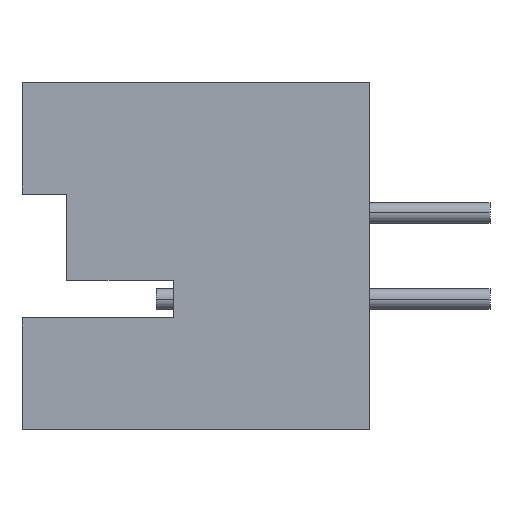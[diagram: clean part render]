
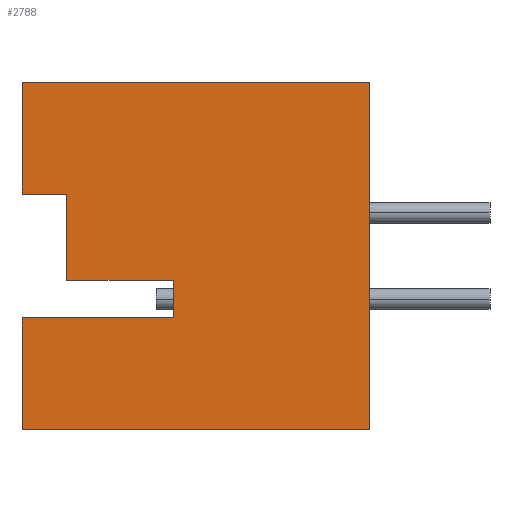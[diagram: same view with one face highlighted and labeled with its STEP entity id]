
A CAD part, left-side view. The second image highlights one B-rep face of the part: STEP entity #2788.
In plain terms, the highlighted planar face has unit normal (-1, 0, 0).
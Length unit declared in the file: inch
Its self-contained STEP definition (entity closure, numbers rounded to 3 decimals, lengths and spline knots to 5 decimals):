
#15 = ORIENTED_EDGE ( 'NONE', *, *, #4017, .T. ) ;
#24 = EDGE_CURVE ( 'NONE', #2774, #4160, #1506, .T. ) ;
#33 = CARTESIAN_POINT ( 'NONE',  ( -0.29528, 0., -0.19882 ) ) ;
#142 = LINE ( 'NONE', #674, #4745 ) ;
#172 = CARTESIAN_POINT ( 'NONE',  ( -0.29528, 0.39764, -0.19882 ) ) ;
#198 = LINE ( 'NONE', #4626, #4793 ) ;
#305 = DIRECTION ( 'NONE',  ( 0., -1., 0. ) ) ;
#318 = CARTESIAN_POINT ( 'NONE',  ( -0.29528, 0.34646, 0.07087 ) ) ;
#321 = EDGE_LOOP ( 'NONE', ( #15, #1496, #4732, #2547, #2532, #3775, #2784, #4556, #3307, #1211 ) ) ;
#328 = DIRECTION ( 'NONE',  ( 0., 0., 1. ) ) ;
#423 = LINE ( 'NONE', #2278, #1429 ) ;
#577 = EDGE_CURVE ( 'NONE', #2222, #3211, #855, .T. ) ;
#591 = DIRECTION ( 'NONE',  ( 0., 0., -1. ) ) ;
#608 = CARTESIAN_POINT ( 'NONE',  ( -0.29528, 0.39764, 0.19882 ) ) ;
#674 = CARTESIAN_POINT ( 'NONE',  ( -0.29528, 0.34646, -0.19882 ) ) ;
#819 = CARTESIAN_POINT ( 'NONE',  ( -0.29528, 0., -0.19882 ) ) ;
#855 = LINE ( 'NONE', #1038, #1617 ) ;
#976 = DIRECTION ( 'NONE',  ( 0., -1., 0. ) ) ;
#1038 = CARTESIAN_POINT ( 'NONE',  ( -0.29528, 0.39764, -0.19882 ) ) ;
#1074 = VERTEX_POINT ( 'NONE', #3908 ) ;
#1082 = DIRECTION ( 'NONE',  ( 0., 0., 1. ) ) ;
#1211 = ORIENTED_EDGE ( 'NONE', *, *, #4413, .F. ) ;
#1254 = VECTOR ( 'NONE', #2443, 39.37008 ) ;
#1365 = EDGE_CURVE ( 'NONE', #4265, #3330, #423, .T. ) ;
#1429 = VECTOR ( 'NONE', #2675, 39.37008 ) ;
#1496 = ORIENTED_EDGE ( 'NONE', *, *, #1755, .F. ) ;
#1506 = LINE ( 'NONE', #4467, #1810 ) ;
#1524 = CARTESIAN_POINT ( 'NONE',  ( -0.29528, 0.34646, -0.02756 ) ) ;
#1597 = DIRECTION ( 'NONE',  ( 0., 1., 0. ) ) ;
#1617 = VECTOR ( 'NONE', #328, 39.37008 ) ;
#1755 = EDGE_CURVE ( 'NONE', #3330, #1074, #142, .T. ) ;
#1810 = VECTOR ( 'NONE', #2605, 39.37008 ) ;
#1899 = CARTESIAN_POINT ( 'NONE',  ( -0.29528, 0.39764, -0.07087 ) ) ;
#1919 = CARTESIAN_POINT ( 'NONE',  ( -0.29528, 0.22441, -0.02756 ) ) ;
#2096 = CARTESIAN_POINT ( 'NONE',  ( -0.29528, 0.22441, -0.07087 ) ) ;
#2222 = VERTEX_POINT ( 'NONE', #172 ) ;
#2249 = EDGE_CURVE ( 'NONE', #2774, #2222, #198, .T. ) ;
#2278 = CARTESIAN_POINT ( 'NONE',  ( -0.29528, 0., -0.02756 ) ) ;
#2279 = LINE ( 'NONE', #2837, #2754 ) ;
#2321 = LINE ( 'NONE', #4550, #4057 ) ;
#2327 = LINE ( 'NONE', #318, #4116 ) ;
#2354 = CARTESIAN_POINT ( 'NONE',  ( -0.29528, 0.39764, 0.07087 ) ) ;
#2443 = DIRECTION ( 'NONE',  ( 0., -1., 0. ) ) ;
#2473 = LINE ( 'NONE', #2541, #3562 ) ;
#2508 = LINE ( 'NONE', #4309, #1254 ) ;
#2532 = ORIENTED_EDGE ( 'NONE', *, *, #2573, .F. ) ;
#2541 = CARTESIAN_POINT ( 'NONE',  ( -0.29528, 0., -0.07087 ) ) ;
#2547 = ORIENTED_EDGE ( 'NONE', *, *, #3046, .T. ) ;
#2573 = EDGE_CURVE ( 'NONE', #3211, #3948, #2473, .T. ) ;
#2605 = DIRECTION ( 'NONE',  ( 0., 0., 1. ) ) ;
#2675 = DIRECTION ( 'NONE',  ( 0., 1., 0. ) ) ;
#2702 = FACE_OUTER_BOUND ( 'NONE', #321, .T. ) ;
#2754 = VECTOR ( 'NONE', #591, 39.37008 ) ;
#2774 = VERTEX_POINT ( 'NONE', #33 ) ;
#2784 = ORIENTED_EDGE ( 'NONE', *, *, #2249, .F. ) ;
#2788 = ADVANCED_FACE ( 'NONE', ( #2702 ), #4480, .F. ) ;
#2837 = CARTESIAN_POINT ( 'NONE',  ( -0.29528, 0.22441, -0.07087 ) ) ;
#2943 = AXIS2_PLACEMENT_3D ( 'NONE', #819, #4533, #3063 ) ;
#2944 = VERTEX_POINT ( 'NONE', #2354 ) ;
#2962 = CARTESIAN_POINT ( 'NONE',  ( -0.29528, 0., 0.19882 ) ) ;
#3046 = EDGE_CURVE ( 'NONE', #4265, #3948, #2279, .T. ) ;
#3063 = DIRECTION ( 'NONE',  ( 0., 0., -1. ) ) ;
#3104 = VERTEX_POINT ( 'NONE', #608 ) ;
#3115 = DIRECTION ( 'NONE',  ( 0., 0., 1. ) ) ;
#3211 = VERTEX_POINT ( 'NONE', #1899 ) ;
#3307 = ORIENTED_EDGE ( 'NONE', *, *, #4427, .F. ) ;
#3330 = VERTEX_POINT ( 'NONE', #1524 ) ;
#3562 = VECTOR ( 'NONE', #976, 39.37008 ) ;
#3775 = ORIENTED_EDGE ( 'NONE', *, *, #577, .F. ) ;
#3908 = CARTESIAN_POINT ( 'NONE',  ( -0.29528, 0.34646, 0.07087 ) ) ;
#3948 = VERTEX_POINT ( 'NONE', #2096 ) ;
#4017 = EDGE_CURVE ( 'NONE', #2944, #1074, #2327, .T. ) ;
#4057 = VECTOR ( 'NONE', #3115, 39.37008 ) ;
#4116 = VECTOR ( 'NONE', #305, 39.37008 ) ;
#4160 = VERTEX_POINT ( 'NONE', #2962 ) ;
#4265 = VERTEX_POINT ( 'NONE', #1919 ) ;
#4309 = CARTESIAN_POINT ( 'NONE',  ( -0.29528, 0.39764, 0.19882 ) ) ;
#4413 = EDGE_CURVE ( 'NONE', #2944, #3104, #2321, .T. ) ;
#4427 = EDGE_CURVE ( 'NONE', #3104, #4160, #2508, .T. ) ;
#4467 = CARTESIAN_POINT ( 'NONE',  ( -0.29528, 0., -0.19882 ) ) ;
#4480 = PLANE ( 'NONE',  #2943 ) ;
#4533 = DIRECTION ( 'NONE',  ( 1., 0., 0. ) ) ;
#4550 = CARTESIAN_POINT ( 'NONE',  ( -0.29528, 0.39764, -0.19882 ) ) ;
#4556 = ORIENTED_EDGE ( 'NONE', *, *, #24, .T. ) ;
#4626 = CARTESIAN_POINT ( 'NONE',  ( -0.29528, 0., -0.19882 ) ) ;
#4732 = ORIENTED_EDGE ( 'NONE', *, *, #1365, .F. ) ;
#4745 = VECTOR ( 'NONE', #1082, 39.37008 ) ;
#4793 = VECTOR ( 'NONE', #1597, 39.37008 ) ;
